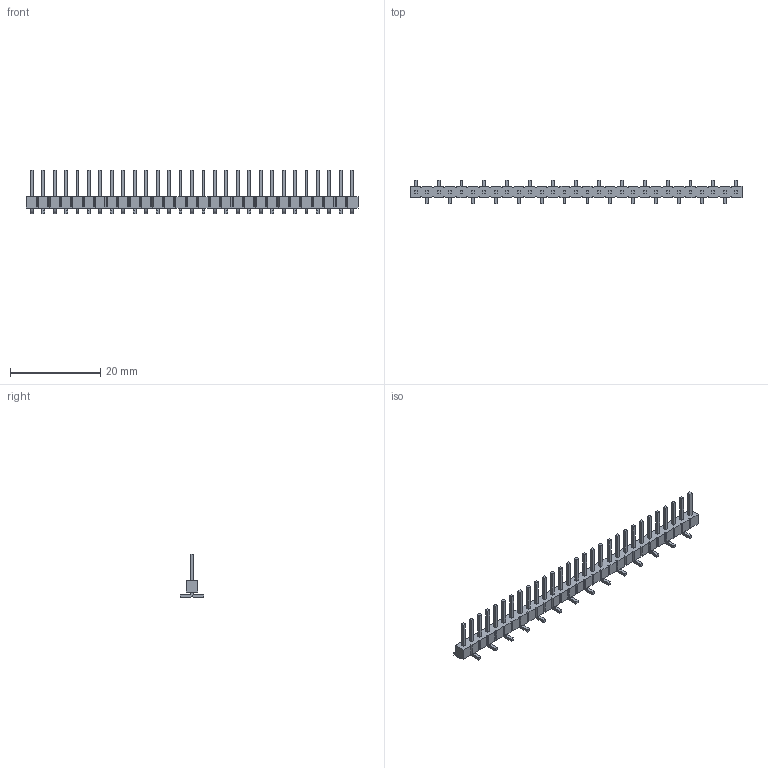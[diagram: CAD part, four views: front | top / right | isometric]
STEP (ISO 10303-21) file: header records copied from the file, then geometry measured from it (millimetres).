
FILE_DESCRIPTION(('FreeCAD Model'),'2;1');
FILE_NAME('Open CASCADE Shape Model','2025-01-13T13:02:10',(''),(''), 'Open CASCADE STEP processor 7.8','FreeCAD','Unknown');
FILE_SCHEMA(('AUTOMOTIVE_DESIGN { 1 0 10303 214 1 1 1 1 }'));
Length unit declared in the file: millimetre
Products named in the file (4): TSM-129-01-S-SV-P_(pad hidden); TSM-129-01-SV_body; T-1S6-16-S(-01-29-SV); T-1S6-16-S(-01-29-SV)2
Assembly tree (3 placements, depth 2):
  TSM-129-01-S-SV-P_(pad hidden)
    TSM-129-01-SV_body
    T-1S6-16-S(-01-29-SV)
    T-1S6-16-S(-01-29-SV)2
Bounding box: 73.66 x 5.28 x 9.65 mm (x, y, z)
Volume: 573.6 mm3; surface area: 2033 mm2
Topology: 3 solids, 3 shells, 760 faces, 2100 edges, 1400 vertices
Faces by surface type: plane 702, cylinder 58
Entity records: 24029 total; most frequent: CARTESIAN_POINT 4264, ORIENTED_EDGE 4200, DIRECTION 3744, EDGE_CURVE 2100, LINE 1984, VECTOR 1984, VERTEX_POINT 1400, AXIS2_PLACEMENT_3D 880
